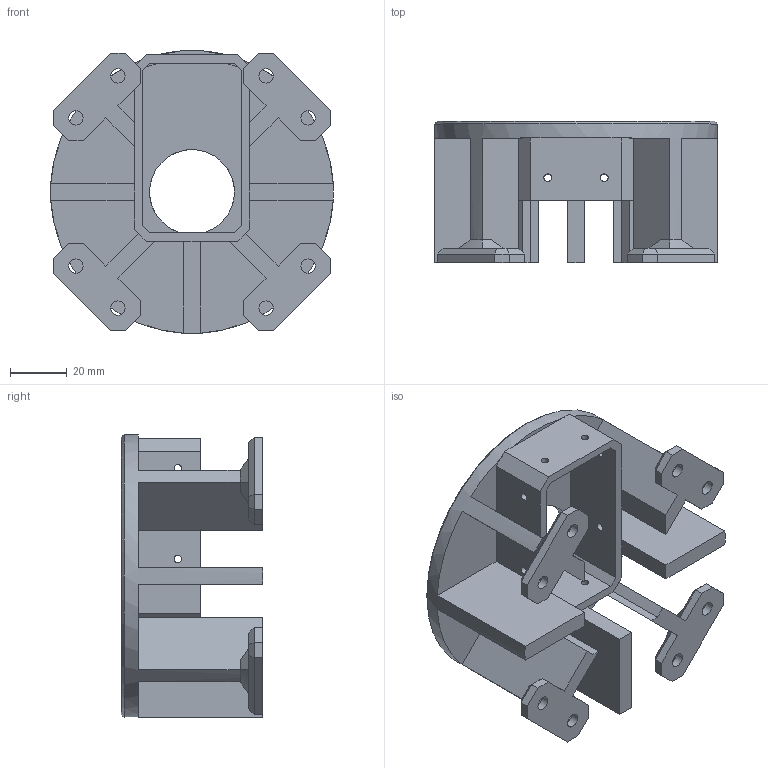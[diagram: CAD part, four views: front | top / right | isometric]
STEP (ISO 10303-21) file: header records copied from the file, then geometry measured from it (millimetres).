
FILE_DESCRIPTION(/* description */ (''),/* implementation_level */ '2;1');
FILE_NAME(/* name */ 'Base_Bot.step',/* time_stamp */ '2025-07-09T19:29:26-03:00',/* author */ (''),/* organization */ (''),/* preprocessor_version */ 'ST-DEVELOPER v20.1',/* originating_system */ 'Autodesk Translation Framework v14.10.0.0',/* authorisation */ '');
FILE_SCHEMA (('AUTOMOTIVE_DESIGN { 1 0 10303 214 3 1 1 }'));
Length unit declared in the file: millimetre
Products named in the file (1): Sup 4.0
Bounding box: 100 x 50 x 100 mm (x, y, z)
Volume: 92654.7 mm3; surface area: 49095.8 mm2
Topology: 1 solids, 1 shells, 239 faces, 621 edges, 393 vertices
Faces by surface type: plane 213, cylinder 21, cone 5
Full cylindrical faces by diameter (mm): 2.7 x8, 5 x8, 30 x1, 94 x1, 100 x1
Entity records: 7240 total; most frequent: CARTESIAN_POINT 1278, ORIENTED_EDGE 1242, DIRECTION 1164, EDGE_CURVE 621, LINE 542, VECTOR 542, VERTEX_POINT 393, AXIS2_PLACEMENT_3D 311
